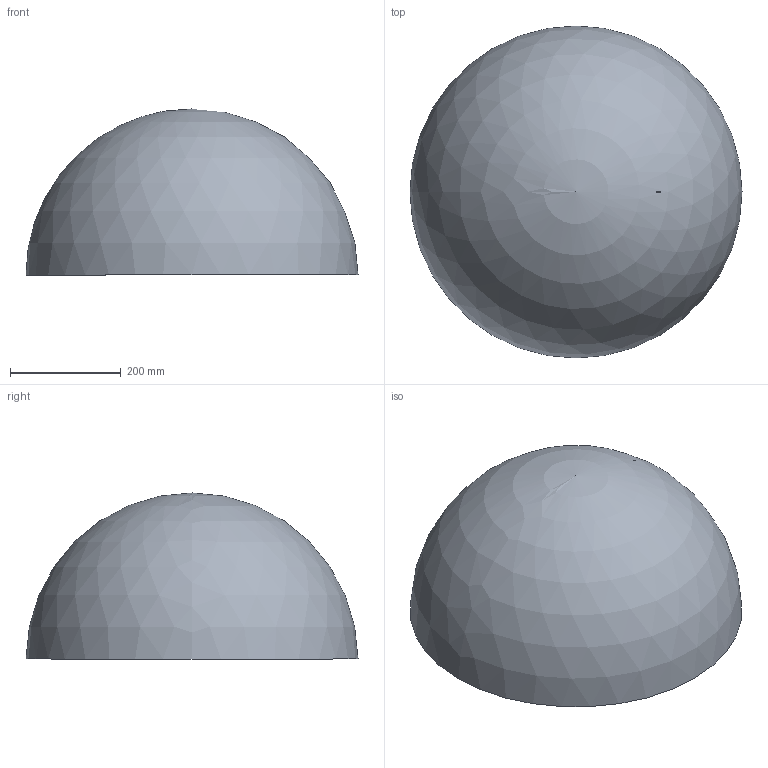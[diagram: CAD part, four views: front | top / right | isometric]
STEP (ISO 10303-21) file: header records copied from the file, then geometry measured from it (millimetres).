
FILE_DESCRIPTION (( 'STEP AP203' ), '1' );
FILE_NAME ('620600.step', '2020-07-15T11:51:13', ( '' ), ( '' ), 'SwSTEP 2.0', 'SolidWorks 2018', '' );
FILE_SCHEMA (( 'CONFIG_CONTROL_DESIGN' ));
Length unit declared in the file: millimetre
Products named in the file (1): 620600
Bounding box: 600 x 600 x 300 mm (x, y, z)
Volume: 1123450.2 mm3; surface area: 1127219.9 mm2
Topology: 1 solids, 1 shells, 190 faces, 503 edges, 336 vertices
Faces by surface type: bspline 99, plane 67, sphere 24
Entity records: 10233 total; most frequent: CARTESIAN_POINT 6002, ORIENTED_EDGE 998, DIRECTION 621, EDGE_CURVE 499, VERTEX_POINT 334, AXIS2_PLACEMENT_3D 228, EDGE_LOOP 213, B_SPLINE_CURVE_WITH_KNOTS 198
